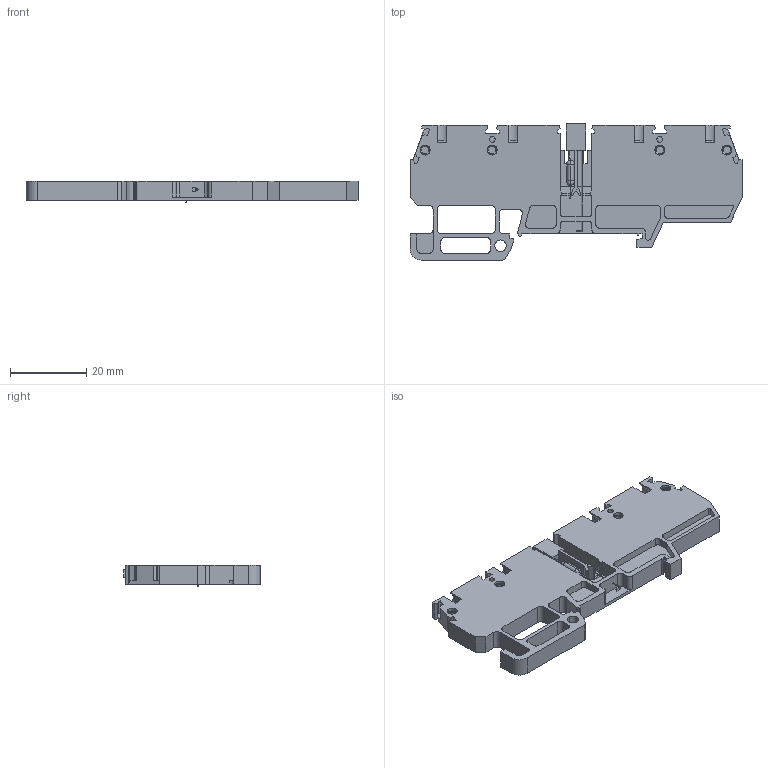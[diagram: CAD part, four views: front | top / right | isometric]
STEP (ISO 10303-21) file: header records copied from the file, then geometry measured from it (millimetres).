
FILE_DESCRIPTION (( 'STEP AP214' ), '1' );
FILE_NAME ('42414D8_DN-Q12-2-2L2-A.STEP', '2014-05-09T10:45:55', ( '' ), ( '' ), 'SwSTEP 2.0', 'SolidWorks 2013', '' );
FILE_SCHEMA (( 'AUTOMOTIVE_DESIGN' ));
Length unit declared in the file: millimetre
Products named in the file (4): 20634 D8_20634 LN; 20631_Piega1 D8; 42414_DN-Q12-2-2-A; 42414D8_DN-Q12-2-2L2-A
Assembly tree (3 placements, depth 2):
  42414D8_DN-Q12-2-2L2-A
    42414_DN-Q12-2-2-A
    20631_Piega1 D8
    20634 D8_20634 LN
Bounding box: 87.2 x 35.8 x 5.7 mm (x, y, z)
Volume: 8370.1 mm3; surface area: 8879.8 mm2
Topology: 5 solids, 7 shells, 499 faces, 1322 edges, 859 vertices
Faces by surface type: plane 345, cylinder 106, torus 20, bspline 16, cone 8, sphere 4
Entity records: 16199 total; most frequent: CARTESIAN_POINT 3364, ORIENTED_EDGE 2622, DIRECTION 2541, EDGE_CURVE 1311, LINE 979, VECTOR 979, VERTEX_POINT 852, AXIS2_PLACEMENT_3D 781
